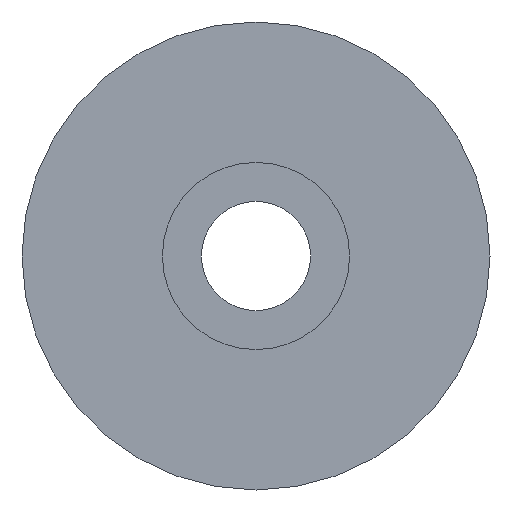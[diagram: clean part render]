
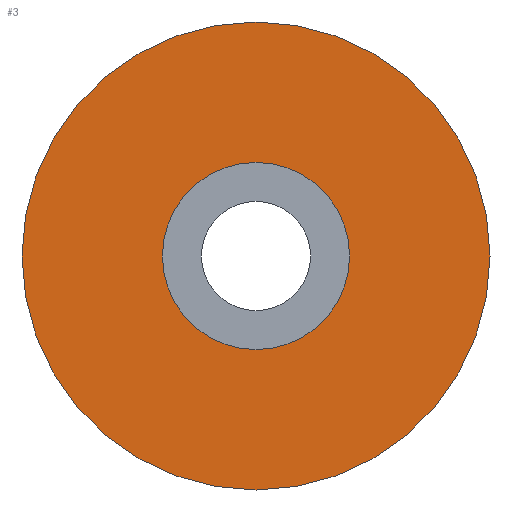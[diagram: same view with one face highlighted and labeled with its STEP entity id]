
A CAD part, front view. The second image highlights one B-rep face of the part: STEP entity #3.
In plain terms, the highlighted planar face has unit normal (0, -1, 0).
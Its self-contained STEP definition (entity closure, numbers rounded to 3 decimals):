
#3 = ADVANCED_FACE ( 'NONE', ( #487, #340 ), #249, .T. ) ;
#20 = CARTESIAN_POINT ( 'NONE',  ( 0., 0., -6. ) ) ;
#31 = DIRECTION ( 'NONE',  ( 0., 0., -1. ) ) ;
#41 = CARTESIAN_POINT ( 'NONE',  ( 0., 0., 15. ) ) ;
#69 = CARTESIAN_POINT ( 'NONE',  ( 0., 0., 0. ) ) ;
#71 = CARTESIAN_POINT ( 'NONE',  ( 0., 0., 0. ) ) ;
#90 = ORIENTED_EDGE ( 'NONE', *, *, #223, .F. ) ;
#109 = CARTESIAN_POINT ( 'NONE',  ( 0., 0., -15. ) ) ;
#124 = DIRECTION ( 'NONE',  ( 0., -1., 0. ) ) ;
#148 = DIRECTION ( 'NONE',  ( 0., -1., 0. ) ) ;
#157 = ORIENTED_EDGE ( 'NONE', *, *, #539, .T. ) ;
#164 = AXIS2_PLACEMENT_3D ( 'NONE', #69, #416, #317 ) ;
#170 = EDGE_LOOP ( 'NONE', ( #412, #90 ) ) ;
#206 = VERTEX_POINT ( 'NONE', #20 ) ;
#212 = CARTESIAN_POINT ( 'NONE',  ( 6., 0., 0. ) ) ;
#214 = CIRCLE ( 'NONE', #437, 15. ) ;
#223 = EDGE_CURVE ( 'NONE', #229, #206, #450, .T. ) ;
#229 = VERTEX_POINT ( 'NONE', #566 ) ;
#247 = DIRECTION ( 'NONE',  ( 0., -1., 0. ) ) ;
#248 = VERTEX_POINT ( 'NONE', #41 ) ;
#249 = PLANE ( 'NONE',  #615 ) ;
#250 = DIRECTION ( 'NONE',  ( 0., 0., -1. ) ) ;
#259 = CARTESIAN_POINT ( 'NONE',  ( 0., 0., 0. ) ) ;
#262 = DIRECTION ( 'NONE',  ( 0., -1., 0. ) ) ;
#277 = EDGE_LOOP ( 'NONE', ( #440, #157 ) ) ;
#281 = CARTESIAN_POINT ( 'NONE',  ( 0., 0., 0. ) ) ;
#302 = CIRCLE ( 'NONE', #567, 6. ) ;
#317 = DIRECTION ( 'NONE',  ( 0., 0., -1. ) ) ;
#340 = FACE_BOUND ( 'NONE', #170, .T. ) ;
#362 = CIRCLE ( 'NONE', #556, 15. ) ;
#363 = VERTEX_POINT ( 'NONE', #109 ) ;
#388 = EDGE_CURVE ( 'NONE', #363, #248, #214, .T. ) ;
#412 = ORIENTED_EDGE ( 'NONE', *, *, #610, .F. ) ;
#416 = DIRECTION ( 'NONE',  ( 0., -1., 0. ) ) ;
#437 = AXIS2_PLACEMENT_3D ( 'NONE', #259, #247, #250 ) ;
#440 = ORIENTED_EDGE ( 'NONE', *, *, #388, .T. ) ;
#450 = CIRCLE ( 'NONE', #164, 6. ) ;
#487 = FACE_OUTER_BOUND ( 'NONE', #277, .T. ) ;
#539 = EDGE_CURVE ( 'NONE', #248, #363, #362, .T. ) ;
#556 = AXIS2_PLACEMENT_3D ( 'NONE', #71, #262, #654 ) ;
#566 = CARTESIAN_POINT ( 'NONE',  ( 0., 0., 6. ) ) ;
#567 = AXIS2_PLACEMENT_3D ( 'NONE', #281, #148, #590 ) ;
#590 = DIRECTION ( 'NONE',  ( 0., 0., -1. ) ) ;
#610 = EDGE_CURVE ( 'NONE', #206, #229, #302, .T. ) ;
#615 = AXIS2_PLACEMENT_3D ( 'NONE', #212, #124, #31 ) ;
#654 = DIRECTION ( 'NONE',  ( 0., 0., -1. ) ) ;
